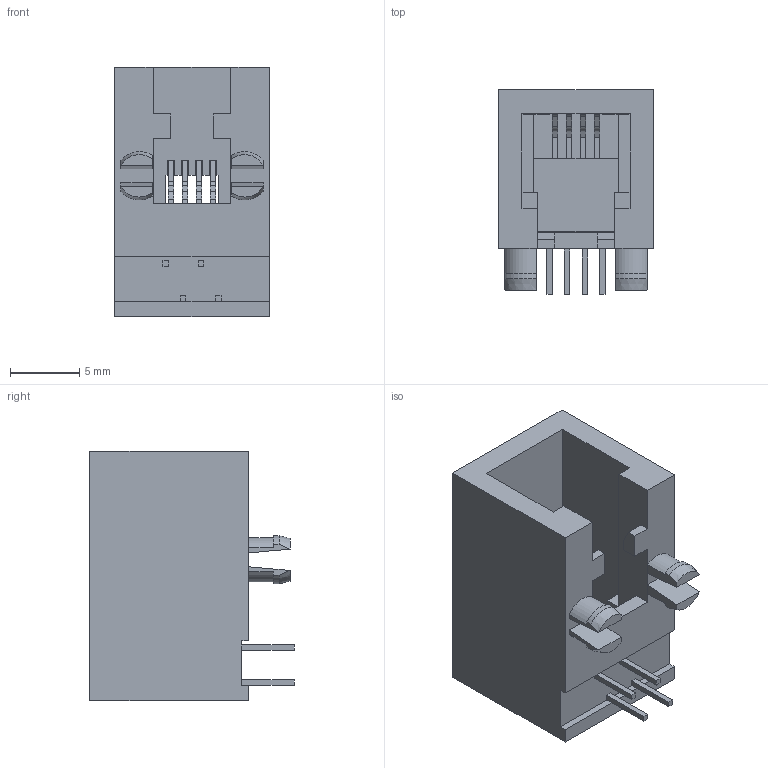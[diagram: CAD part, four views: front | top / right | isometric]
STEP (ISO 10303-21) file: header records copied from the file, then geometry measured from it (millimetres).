
FILE_DESCRIPTION(('FreeCAD Model'),'2;1');
FILE_NAME('Open CASCADE Shape Model','2025-01-17T19:05:04',('Author'),( ''),'Open CASCADE STEP processor 7.6','FreeCAD','Unknown');
FILE_SCHEMA(('AUTOMOTIVE_DESIGN { 1 0 10303 214 1 1 1 1 }'));
Length unit declared in the file: millimetre
Products named in the file (2): 955012441; SOLID
Assembly tree (1 placements, depth 2):
  955012441
    SOLID
Bounding box: 11.18 x 14.8 x 18.1 mm (x, y, z)
Volume: 1145.8 mm3; surface area: 1850.8 mm2
Topology: 1 solids, 1 shells, 267 faces, 768 edges, 502 vertices
Faces by surface type: plane 217, cylinder 46, cone 4
Entity records: 9692 total; most frequent: CARTESIAN_POINT 1595, ORIENTED_EDGE 1536, DIRECTION 1390, EDGE_CURVE 768, LINE 660, VECTOR 660, VERTEX_POINT 502, AXIS2_PLACEMENT_3D 365
